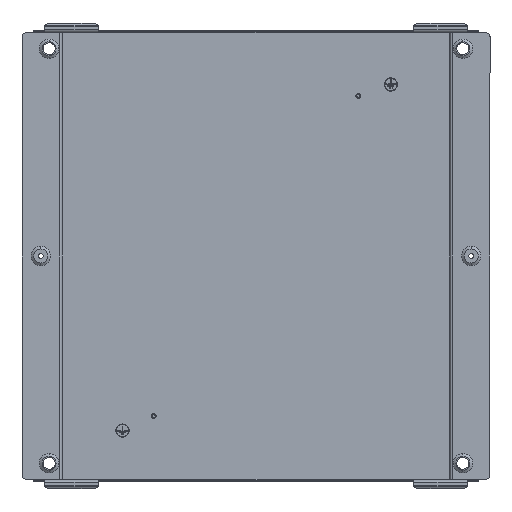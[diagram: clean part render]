
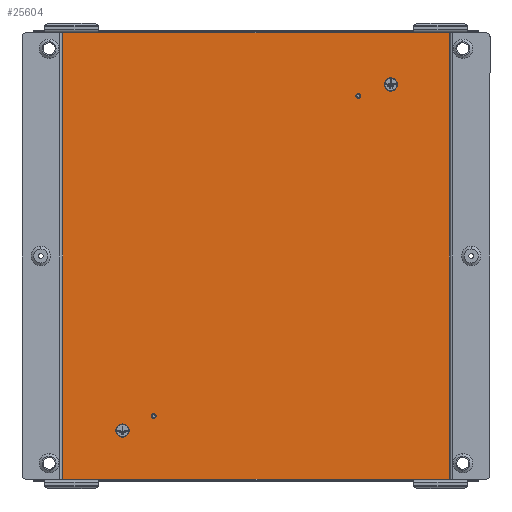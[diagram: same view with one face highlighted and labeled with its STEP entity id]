
A CAD part, front view. The second image highlights one B-rep face of the part: STEP entity #25604.
In plain terms, the highlighted planar face has unit normal (0, -1, 0).
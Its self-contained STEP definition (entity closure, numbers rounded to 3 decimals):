
#142 = LINE ( 'NONE', #26063, #6212 ) ;
#299 = AXIS2_PLACEMENT_3D ( 'NONE', #9791, #18146, #28034 ) ;
#343 = VERTEX_POINT ( 'NONE', #17799 ) ;
#394 = CARTESIAN_POINT ( 'NONE',  ( 288.75, -1.5, 334. ) ) ;
#1480 = VERTEX_POINT ( 'NONE', #394 ) ;
#2419 = LINE ( 'NONE', #15506, #20404 ) ;
#2655 = VERTEX_POINT ( 'NONE', #5243 ) ;
#3034 = DIRECTION ( 'NONE',  ( 0., 0., -1. ) ) ;
#3309 = EDGE_CURVE ( 'NONE', #2655, #343, #2419, .T. ) ;
#4447 = ORIENTED_EDGE ( 'NONE', *, *, #3309, .F. ) ;
#5243 = CARTESIAN_POINT ( 'NONE',  ( 288.75, -1.5, -334. ) ) ;
#5483 = EDGE_CURVE ( 'NONE', #343, #8013, #10266, .T. ) ;
#6212 = VECTOR ( 'NONE', #28277, 1000. ) ;
#8013 = VERTEX_POINT ( 'NONE', #30435 ) ;
#9791 = CARTESIAN_POINT ( 'NONE',  ( 0., -1.5, 0. ) ) ;
#10125 = PLANE ( 'NONE',  #299 ) ;
#10266 = LINE ( 'NONE', #14007, #14425 ) ;
#10419 = ORIENTED_EDGE ( 'NONE', *, *, #5483, .F. ) ;
#10948 = ORIENTED_EDGE ( 'NONE', *, *, #24180, .F. ) ;
#11666 = ORIENTED_EDGE ( 'NONE', *, *, #23601, .F. ) ;
#14007 = CARTESIAN_POINT ( 'NONE',  ( -288.75, -1.5, -337. ) ) ;
#14425 = VECTOR ( 'NONE', #16738, 1000. ) ;
#15506 = CARTESIAN_POINT ( 'NONE',  ( 288.75, -1.5, -334. ) ) ;
#16636 = EDGE_LOOP ( 'NONE', ( #10419, #4447, #10948, #11666 ) ) ;
#16738 = DIRECTION ( 'NONE',  ( 0., 0., 1. ) ) ;
#17799 = CARTESIAN_POINT ( 'NONE',  ( -288.75, -1.5, -334. ) ) ;
#18146 = DIRECTION ( 'NONE',  ( 0., -1., 0. ) ) ;
#20404 = VECTOR ( 'NONE', #20632, 1000. ) ;
#20632 = DIRECTION ( 'NONE',  ( -1., 0., 0. ) ) ;
#23601 = EDGE_CURVE ( 'NONE', #8013, #1480, #142, .T. ) ;
#24180 = EDGE_CURVE ( 'NONE', #1480, #2655, #26860, .T. ) ;
#24732 = VECTOR ( 'NONE', #3034, 1000. ) ;
#25604 = ADVANCED_FACE ( 'NONE', ( #27867 ), #10125, .T. ) ;
#26063 = CARTESIAN_POINT ( 'NONE',  ( -288.75, -1.5, 334. ) ) ;
#26860 = LINE ( 'NONE', #28753, #24732 ) ;
#27867 = FACE_OUTER_BOUND ( 'NONE', #16636, .T. ) ;
#28034 = DIRECTION ( 'NONE',  ( 0., 0., -1. ) ) ;
#28277 = DIRECTION ( 'NONE',  ( 1., 0., 0. ) ) ;
#28753 = CARTESIAN_POINT ( 'NONE',  ( 288.75, -1.5, 337. ) ) ;
#30435 = CARTESIAN_POINT ( 'NONE',  ( -288.75, -1.5, 334. ) ) ;
